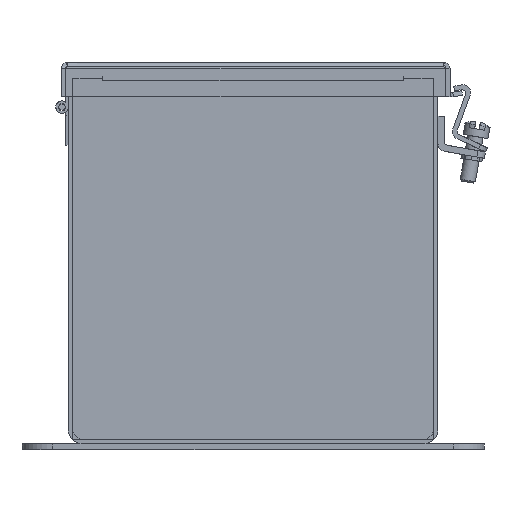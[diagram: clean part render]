
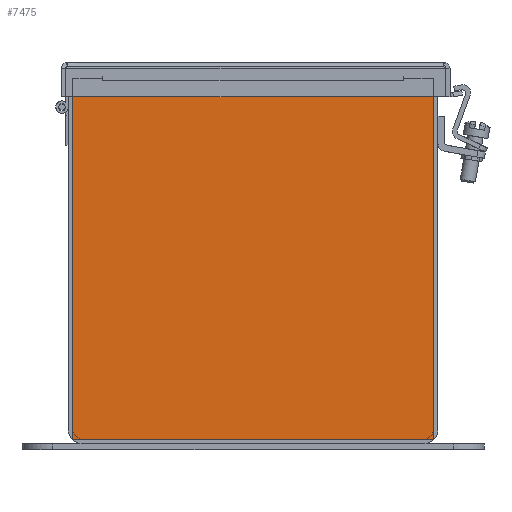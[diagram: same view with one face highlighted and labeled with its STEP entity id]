
A CAD part, left-side view. The second image highlights one B-rep face of the part: STEP entity #7475.
In plain terms, the highlighted planar face has unit normal (-1, 0, 0).
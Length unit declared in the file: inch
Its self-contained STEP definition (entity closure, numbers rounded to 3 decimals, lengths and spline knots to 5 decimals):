
#450 = EDGE_CURVE ( 'NONE', #28606, #5636, #36314, .T. ) ;
#542 = LINE ( 'NONE', #16415, #30743 ) ;
#973 = VERTEX_POINT ( 'NONE', #50395 ) ;
#1957 = CARTESIAN_POINT ( 'NONE',  ( -1.70918, 4.67475, 0.89604 ) ) ;
#5533 = LINE ( 'NONE', #13813, #23452 ) ;
#5612 = LINE ( 'NONE', #18068, #23469 ) ;
#5636 = VERTEX_POINT ( 'NONE', #42159 ) ;
#6206 = ORIENTED_EDGE ( 'NONE', *, *, #24138, .F. ) ;
#7475 = ADVANCED_FACE ( 'NONE', ( #27289 ), #18368, .F. ) ;
#7542 = CARTESIAN_POINT ( 'NONE',  ( -1.70918, 4.18875, 3.79059 ) ) ;
#7843 = DIRECTION ( 'NONE',  ( 0., 1., 0. ) ) ;
#8953 = CARTESIAN_POINT ( 'NONE',  ( -1.70918, 1.74875, 3.82204 ) ) ;
#9444 = CARTESIAN_POINT ( 'NONE',  ( -1.70918, 4.18895, 3.82204 ) ) ;
#10043 = DIRECTION ( 'NONE',  ( 0., -1., 0. ) ) ;
#10260 = EDGE_CURVE ( 'NONE', #28606, #23766, #33223, .T. ) ;
#10439 = VECTOR ( 'NONE', #27115, 39.37008 ) ;
#11717 = CARTESIAN_POINT ( 'NONE',  ( -1.70918, 4.18875, 3.79059 ) ) ;
#13410 = ORIENTED_EDGE ( 'NONE', *, *, #31363, .T. ) ;
#13668 = DIRECTION ( 'NONE',  ( 0., 0., 1. ) ) ;
#13805 = CARTESIAN_POINT ( 'NONE',  ( -1.70918, 4.67475, 3.82204 ) ) ;
#13813 = CARTESIAN_POINT ( 'NONE',  ( -1.70918, 1.74875, 3.79079 ) ) ;
#14545 = ORIENTED_EDGE ( 'NONE', *, *, #48868, .T. ) ;
#14580 = VECTOR ( 'NONE', #23138, 39.37008 ) ;
#15308 = VECTOR ( 'NONE', #47901, 39.37008 ) ;
#15344 = VECTOR ( 'NONE', #32868, 39.37008 ) ;
#16065 = ORIENTED_EDGE ( 'NONE', *, *, #10260, .F. ) ;
#16108 = LINE ( 'NONE', #51191, #10439 ) ;
#16415 = CARTESIAN_POINT ( 'NONE',  ( -1.70918, 1.74875, -2.02996 ) ) ;
#16887 = CARTESIAN_POINT ( 'NONE',  ( -1.70918, -0.69145, 3.82204 ) ) ;
#16913 = CARTESIAN_POINT ( 'NONE',  ( -1.70918, -0.69125, 3.79059 ) ) ;
#17377 = CARTESIAN_POINT ( 'NONE',  ( -1.70918, -1.17725, 0.89604 ) ) ;
#18068 = CARTESIAN_POINT ( 'NONE',  ( -1.70918, 4.18875, 3.82204 ) ) ;
#18080 = VERTEX_POINT ( 'NONE', #41169 ) ;
#18147 = VECTOR ( 'NONE', #40561, 39.37008 ) ;
#18368 = PLANE ( 'NONE',  #36991 ) ;
#18867 = CARTESIAN_POINT ( 'NONE',  ( -1.70918, 1.74875, 3.82204 ) ) ;
#19376 = VERTEX_POINT ( 'NONE', #42549 ) ;
#23138 = DIRECTION ( 'NONE',  ( 0., 1., 0. ) ) ;
#23452 = VECTOR ( 'NONE', #25842, 39.37008 ) ;
#23469 = VECTOR ( 'NONE', #28854, 39.37008 ) ;
#23474 = CARTESIAN_POINT ( 'NONE',  ( -1.70918, -1.17725, 3.82204 ) ) ;
#23578 = ORIENTED_EDGE ( 'NONE', *, *, #34381, .T. ) ;
#23766 = VERTEX_POINT ( 'NONE', #23474 ) ;
#24090 = CARTESIAN_POINT ( 'NONE',  ( -1.70918, 1.74875, 0.89604 ) ) ;
#24138 = EDGE_CURVE ( 'NONE', #18080, #26465, #5533, .T. ) ;
#25183 = LINE ( 'NONE', #1957, #42981 ) ;
#25473 = EDGE_CURVE ( 'NONE', #23766, #19376, #25996, .T. ) ;
#25842 = DIRECTION ( 'NONE',  ( 0., -1., 0. ) ) ;
#25858 = VERTEX_POINT ( 'NONE', #13805 ) ;
#25933 = CARTESIAN_POINT ( 'NONE',  ( -1.70918, 4.18895, 3.79059 ) ) ;
#25996 = LINE ( 'NONE', #17377, #50486 ) ;
#26465 = VERTEX_POINT ( 'NONE', #27904 ) ;
#26590 = VERTEX_POINT ( 'NONE', #49114 ) ;
#26913 = EDGE_CURVE ( 'NONE', #26590, #25858, #25183, .T. ) ;
#27115 = DIRECTION ( 'NONE',  ( 0., 0., 1. ) ) ;
#27289 = FACE_OUTER_BOUND ( 'NONE', #50049, .T. ) ;
#27904 = CARTESIAN_POINT ( 'NONE',  ( -1.70918, -0.69125, 3.79079 ) ) ;
#28233 = EDGE_CURVE ( 'NONE', #19376, #26590, #542, .T. ) ;
#28606 = VERTEX_POINT ( 'NONE', #16887 ) ;
#28854 = DIRECTION ( 'NONE',  ( 0., 0., -1. ) ) ;
#28912 = VECTOR ( 'NONE', #10043, 39.37008 ) ;
#30164 = VERTEX_POINT ( 'NONE', #7542 ) ;
#30743 = VECTOR ( 'NONE', #31859, 39.37008 ) ;
#31007 = CARTESIAN_POINT ( 'NONE',  ( -1.70918, -0.69145, 3.79059 ) ) ;
#31117 = ORIENTED_EDGE ( 'NONE', *, *, #450, .T. ) ;
#31363 = EDGE_CURVE ( 'NONE', #18080, #30164, #5612, .T. ) ;
#31742 = ORIENTED_EDGE ( 'NONE', *, *, #51470, .F. ) ;
#31859 = DIRECTION ( 'NONE',  ( 0., 1., 0. ) ) ;
#32006 = VERTEX_POINT ( 'NONE', #25933 ) ;
#32868 = DIRECTION ( 'NONE',  ( 0., 0., 1. ) ) ;
#32984 = EDGE_CURVE ( 'NONE', #5636, #973, #46507, .T. ) ;
#33223 = LINE ( 'NONE', #8953, #18147 ) ;
#34381 = EDGE_CURVE ( 'NONE', #32006, #51039, #16108, .T. ) ;
#36314 = LINE ( 'NONE', #39727, #15308 ) ;
#36569 = ORIENTED_EDGE ( 'NONE', *, *, #25473, .F. ) ;
#36747 = LINE ( 'NONE', #16913, #15344 ) ;
#36991 = AXIS2_PLACEMENT_3D ( 'NONE', #24090, #40312, #43749 ) ;
#39727 = CARTESIAN_POINT ( 'NONE',  ( -1.70918, -0.69145, 3.82204 ) ) ;
#40312 = DIRECTION ( 'NONE',  ( 1., 0., 0. ) ) ;
#40561 = DIRECTION ( 'NONE',  ( 0., -1., 0. ) ) ;
#41169 = CARTESIAN_POINT ( 'NONE',  ( -1.70918, 4.18875, 3.79079 ) ) ;
#41544 = ORIENTED_EDGE ( 'NONE', *, *, #26913, .F. ) ;
#41910 = VECTOR ( 'NONE', #7843, 39.37008 ) ;
#42021 = ORIENTED_EDGE ( 'NONE', *, *, #43566, .T. ) ;
#42159 = CARTESIAN_POINT ( 'NONE',  ( -1.70918, -0.69145, 3.79059 ) ) ;
#42549 = CARTESIAN_POINT ( 'NONE',  ( -1.70918, -1.17725, -2.02996 ) ) ;
#42981 = VECTOR ( 'NONE', #13668, 39.37008 ) ;
#43566 = EDGE_CURVE ( 'NONE', #30164, #32006, #47585, .T. ) ;
#43749 = DIRECTION ( 'NONE',  ( 0., 1., 0. ) ) ;
#45031 = ORIENTED_EDGE ( 'NONE', *, *, #32984, .T. ) ;
#46507 = LINE ( 'NONE', #31007, #14580 ) ;
#46665 = LINE ( 'NONE', #18867, #28912 ) ;
#47585 = LINE ( 'NONE', #11717, #41910 ) ;
#47682 = ORIENTED_EDGE ( 'NONE', *, *, #28233, .F. ) ;
#47901 = DIRECTION ( 'NONE',  ( 0., 0., -1. ) ) ;
#48868 = EDGE_CURVE ( 'NONE', #973, #26465, #36747, .T. ) ;
#49114 = CARTESIAN_POINT ( 'NONE',  ( -1.70918, 4.67475, -2.02996 ) ) ;
#49337 = DIRECTION ( 'NONE',  ( 0., 0., -1. ) ) ;
#50049 = EDGE_LOOP ( 'NONE', ( #45031, #14545, #6206, #13410, #42021, #23578, #31742, #41544, #47682, #36569, #16065, #31117 ) ) ;
#50395 = CARTESIAN_POINT ( 'NONE',  ( -1.70918, -0.69125, 3.79059 ) ) ;
#50486 = VECTOR ( 'NONE', #49337, 39.37008 ) ;
#51039 = VERTEX_POINT ( 'NONE', #9444 ) ;
#51191 = CARTESIAN_POINT ( 'NONE',  ( -1.70918, 4.18895, 3.79059 ) ) ;
#51470 = EDGE_CURVE ( 'NONE', #25858, #51039, #46665, .T. ) ;
